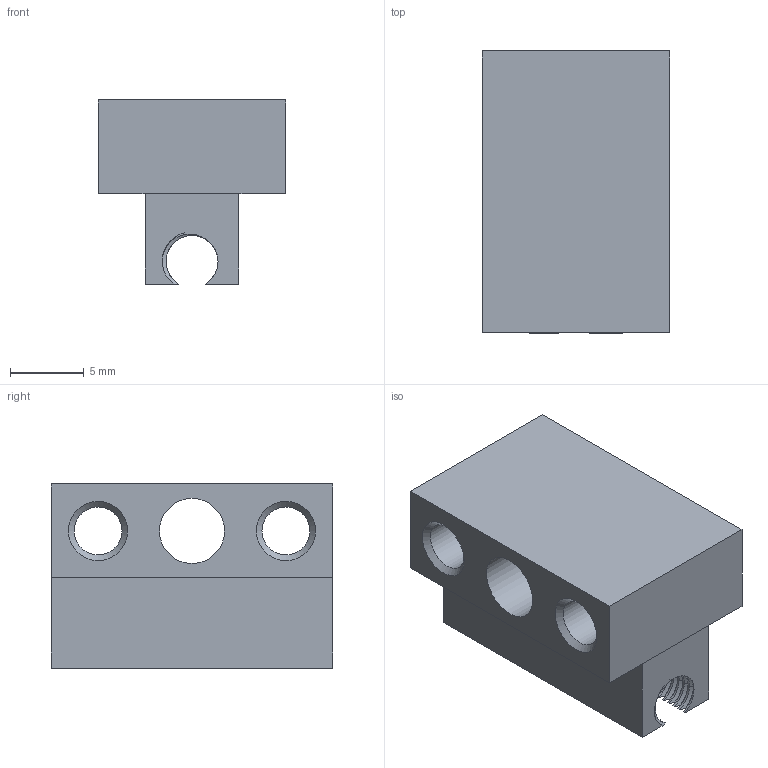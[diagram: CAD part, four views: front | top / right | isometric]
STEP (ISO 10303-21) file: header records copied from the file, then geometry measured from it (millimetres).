
FILE_DESCRIPTION(('FreeCAD Model'),'2;1');
FILE_NAME('Open CASCADE Shape Model','2025-02-17T19:23:15',(''),(''), 'Open CASCADE STEP processor 7.8','FreeCAD','Unknown');
FILE_SCHEMA(('AUTOMOTIVE_DESIGN { 1 0 10303 214 1 1 1 1 }'));
Length unit declared in the file: millimetre
Products named in the file (1): Tensioner
Bounding box: 12.7 x 19.05 x 12.45 mm (x, y, z)
Volume: 1669.9 mm3; surface area: 1781.5 mm2
Topology: 1 solids, 1 shells, 330 faces, 824 edges, 496 vertices
Faces by surface type: bspline 232, cylinder 81, plane 13, cone 4
Full cylindrical faces by diameter (mm): 3.236 x2, 4.4 x1
Entity records: 35178 total; most frequent: CARTESIAN_POINT 29387, ORIENTED_EDGE 1648, EDGE_CURVE 824, B_SPLINE_CURVE_WITH_KNOTS 659, VERTEX_POINT 496, DIRECTION 377, FACE_BOUND 336, EDGE_LOOP 336
